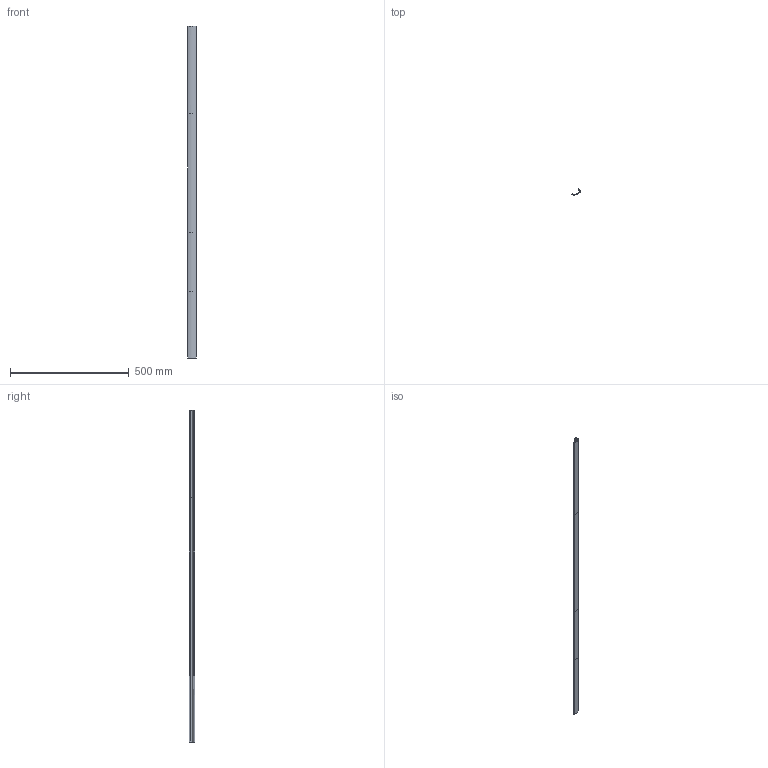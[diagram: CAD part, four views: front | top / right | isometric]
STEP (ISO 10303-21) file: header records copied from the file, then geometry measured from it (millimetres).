
FILE_DESCRIPTION((''),'2;1');
FILE_NAME('DB001643_KU-PROFILL_CLIPS__1','2012-01-25T',('dhelisch'),(''),'PRO/ENGINEER BY PARAMETRIC TECHNOLOGY CORPORATION, 2007250','PRO/ENGINEER BY PARAMETRIC TECHNOLOGY CORPORATION, 2007250','');
FILE_SCHEMA(('CONFIG_CONTROL_DESIGN'));
Length unit declared in the file: millimetre
Products named in the file (1): DB001643_KU-PROFILL_CLIPS__1
Bounding box: 36.57 x 24.64 x 1400 mm (x, y, z)
Volume: 128515 mm3; surface area: 173128.1 mm2
Topology: 1 solids, 1 shells, 64 faces, 174 edges, 112 vertices
Faces by surface type: bspline 40, cylinder 17, plane 7
Entity records: 3538 total; most frequent: CARTESIAN_POINT 1997, ORIENTED_EDGE 348, DIRECTION 235, EDGE_CURVE 174, VERTEX_POINT 112, VECTOR 93, LINE 93, AXIS2_PLACEMENT_3D 71
